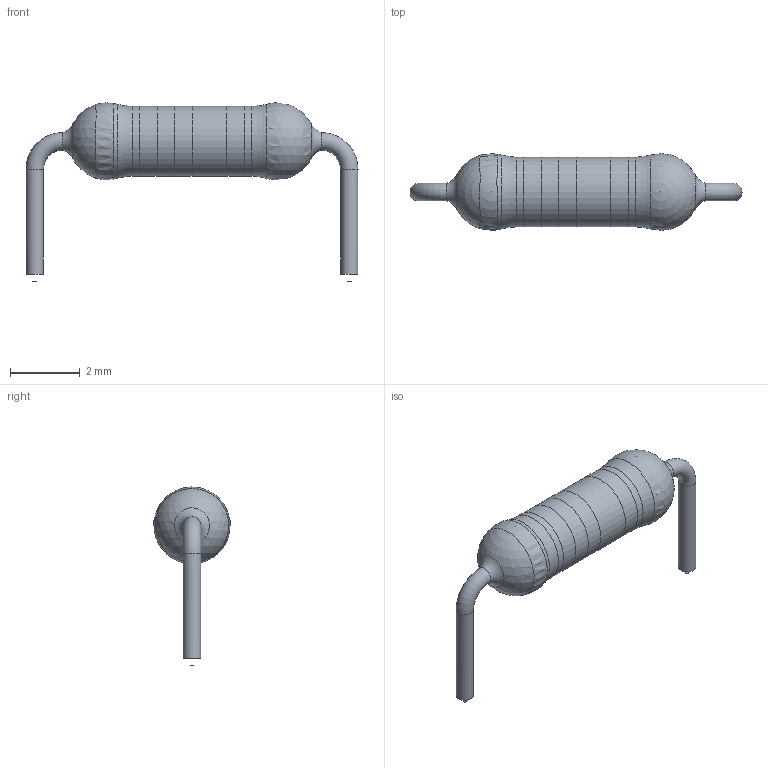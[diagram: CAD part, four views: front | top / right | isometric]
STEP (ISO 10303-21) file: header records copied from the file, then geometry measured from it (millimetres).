
FILE_DESCRIPTION(/* description */ (''),/* implementation_level */ '2;1');
FILE_NAME(/* name */ 'Resistor 10K.stp',/* time_stamp */ '2019-06-08T08:37:07-03:00',/* author */ ('delar'),/* organization */ (''),/* preprocessor_version */ 'ST-DEVELOPER v17',/* originating_system */ 'Autodesk Inventor 2019',/* authorisation */ '');
FILE_SCHEMA (('AUTOMOTIVE_DESIGN { 1 0 10303 214 3 1 1 }'));
Length unit declared in the file: millimetre
Products named in the file (1): Resistor 10K
Bounding box: 9.5 x 2.18 x 5.1 mm (x, y, z)
Volume: 23.1 mm3; surface area: 60.3 mm2
Topology: 1 solids, 1 shells, 23 faces, 74 edges, 53 vertices
Faces by surface type: cylinder 9, torus 6, sphere 4, cone 2, plane 2
Full cylindrical faces by diameter (mm): 0.5 x2, 2 x7
Entity records: 2266 total; most frequent: CARTESIAN_POINT 1514, ORIENTED_EDGE 140, DIRECTION 137, EDGE_CURVE 70, AXIS2_PLACEMENT_3D 63, VERTEX_POINT 53, CIRCLE 39, EDGE_LOOP 27
